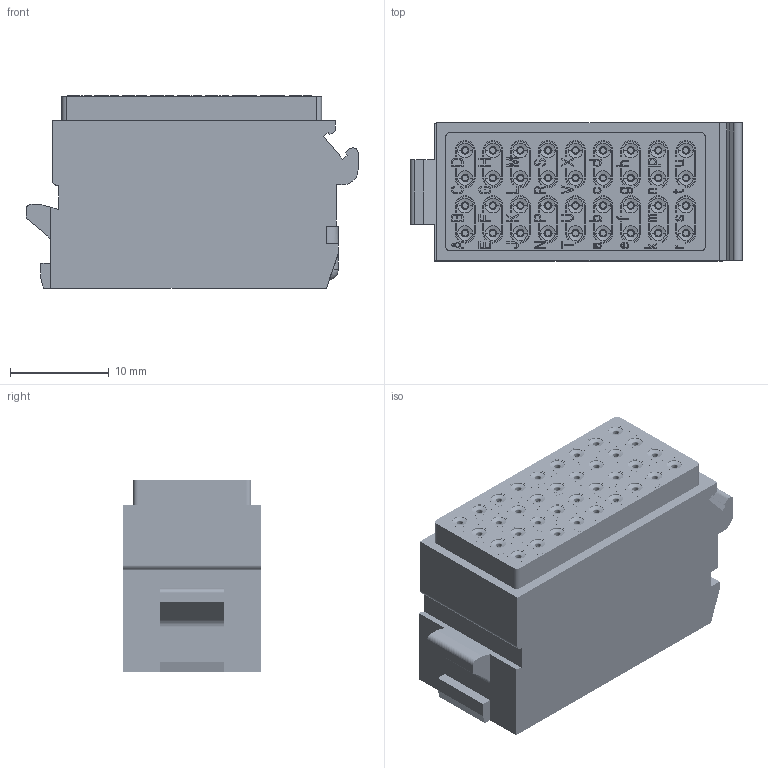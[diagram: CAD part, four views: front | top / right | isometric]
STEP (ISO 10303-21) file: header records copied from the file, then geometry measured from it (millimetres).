
FILE_DESCRIPTION((''),'2;1');
FILE_NAME('00175510102','2019-10-30T',('presta_be4'),(''),'CREO PARAMETRIC BY PTC INC, 2018360','CREO PARAMETRIC BY PTC INC, 2018360','');
FILE_SCHEMA(('CONFIG_CONTROL_DESIGN'));
Products named in the file (1): 00175510102
Bounding box: 33.7 x 14 x 19.51 mm (x, y, z)
Volume: 5810.9 mm3; surface area: 6638 mm2
Topology: 1 solids, 1 shells, 3514 faces, 8216 edges, 4972 vertices
Faces by surface type: plane 1450, cylinder 839, torus 648, cone 576, sphere 1
Entity records: 99580 total; most frequent: DIRECTION 18507, CARTESIAN_POINT 16728, ORIENTED_EDGE 16432, EDGE_CURVE 8216, AXIS2_PLACEMENT_3D 6779, VERTEX_POINT 4973, VECTOR 4949, LINE 4949
